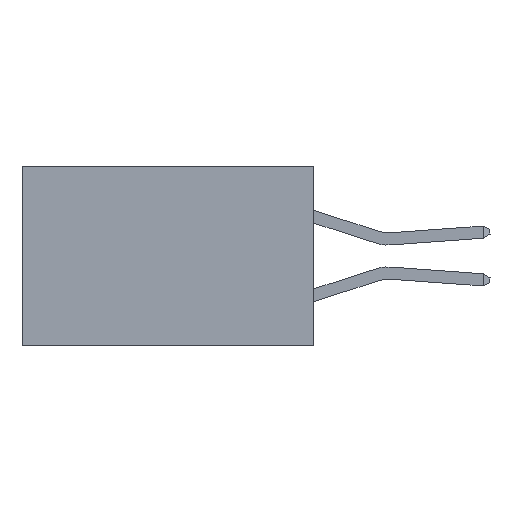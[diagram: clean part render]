
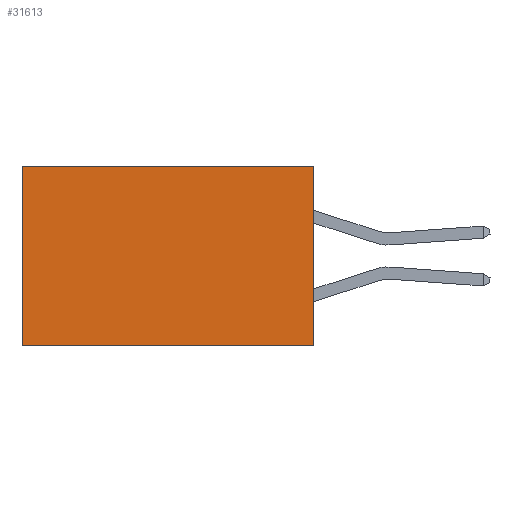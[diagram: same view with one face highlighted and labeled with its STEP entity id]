
A CAD part, left-side view. The second image highlights one B-rep face of the part: STEP entity #31613.
In plain terms, the highlighted planar face has unit normal (-1, 0, 0).
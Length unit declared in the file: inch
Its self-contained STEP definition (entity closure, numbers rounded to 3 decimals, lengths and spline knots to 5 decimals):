
#140 = DIRECTION ( 'NONE',  ( 0., 0., -1. ) ) ;
#1922 = ORIENTED_EDGE ( 'NONE', *, *, #30960, .F. ) ;
#2718 = ORIENTED_EDGE ( 'NONE', *, *, #39182, .T. ) ;
#2977 = DIRECTION ( 'NONE',  ( 0., 1., 0. ) ) ;
#3140 = VERTEX_POINT ( 'NONE', #5152 ) ;
#5152 = CARTESIAN_POINT ( 'NONE',  ( 0.2875, 0.6, -0.37 ) ) ;
#5221 = VECTOR ( 'NONE', #6547, 39.37008 ) ;
#6547 = DIRECTION ( 'NONE',  ( 0., 0., -1. ) ) ;
#7257 = LINE ( 'NONE', #24951, #18609 ) ;
#8250 = CARTESIAN_POINT ( 'NONE',  ( 0.2875, 0., -0.37 ) ) ;
#9007 = DIRECTION ( 'NONE',  ( 0., 1., 0. ) ) ;
#9804 = EDGE_CURVE ( 'NONE', #28675, #25995, #7257, .T. ) ;
#13188 = VECTOR ( 'NONE', #140, 39.37008 ) ;
#13760 = EDGE_CURVE ( 'NONE', #28675, #23291, #29060, .T. ) ;
#14805 = CARTESIAN_POINT ( 'NONE',  ( 0.2875, 0., -0.37 ) ) ;
#16254 = ORIENTED_EDGE ( 'NONE', *, *, #13760, .F. ) ;
#16405 = AXIS2_PLACEMENT_3D ( 'NONE', #32991, #35620, #29679 ) ;
#17899 = FACE_OUTER_BOUND ( 'NONE', #36651, .T. ) ;
#17976 = LINE ( 'NONE', #14805, #21312 ) ;
#18609 = VECTOR ( 'NONE', #9007, 39.37008 ) ;
#21312 = VECTOR ( 'NONE', #2977, 39.37008 ) ;
#22219 = LINE ( 'NONE', #24531, #13188 ) ;
#23291 = VERTEX_POINT ( 'NONE', #8250 ) ;
#24052 = CARTESIAN_POINT ( 'NONE',  ( 0.2875, 0., 0. ) ) ;
#24531 = CARTESIAN_POINT ( 'NONE',  ( 0.2875, 0.6, 0. ) ) ;
#24951 = CARTESIAN_POINT ( 'NONE',  ( 0.2875, 0., 0. ) ) ;
#25530 = ORIENTED_EDGE ( 'NONE', *, *, #9804, .T. ) ;
#25995 = VERTEX_POINT ( 'NONE', #26233 ) ;
#26233 = CARTESIAN_POINT ( 'NONE',  ( 0.2875, 0.6, 0. ) ) ;
#28104 = CARTESIAN_POINT ( 'NONE',  ( 0.2875, 0., 0. ) ) ;
#28675 = VERTEX_POINT ( 'NONE', #24052 ) ;
#29060 = LINE ( 'NONE', #28104, #5221 ) ;
#29679 = DIRECTION ( 'NONE',  ( 0., 0., -1. ) ) ;
#29929 = PLANE ( 'NONE',  #16405 ) ;
#30960 = EDGE_CURVE ( 'NONE', #23291, #3140, #17976, .T. ) ;
#31613 = ADVANCED_FACE ( 'NONE', ( #17899 ), #29929, .F. ) ;
#32991 = CARTESIAN_POINT ( 'NONE',  ( 0.2875, 0., 0. ) ) ;
#35620 = DIRECTION ( 'NONE',  ( 1., 0., 0. ) ) ;
#36651 = EDGE_LOOP ( 'NONE', ( #2718, #1922, #16254, #25530 ) ) ;
#39182 = EDGE_CURVE ( 'NONE', #25995, #3140, #22219, .T. ) ;
